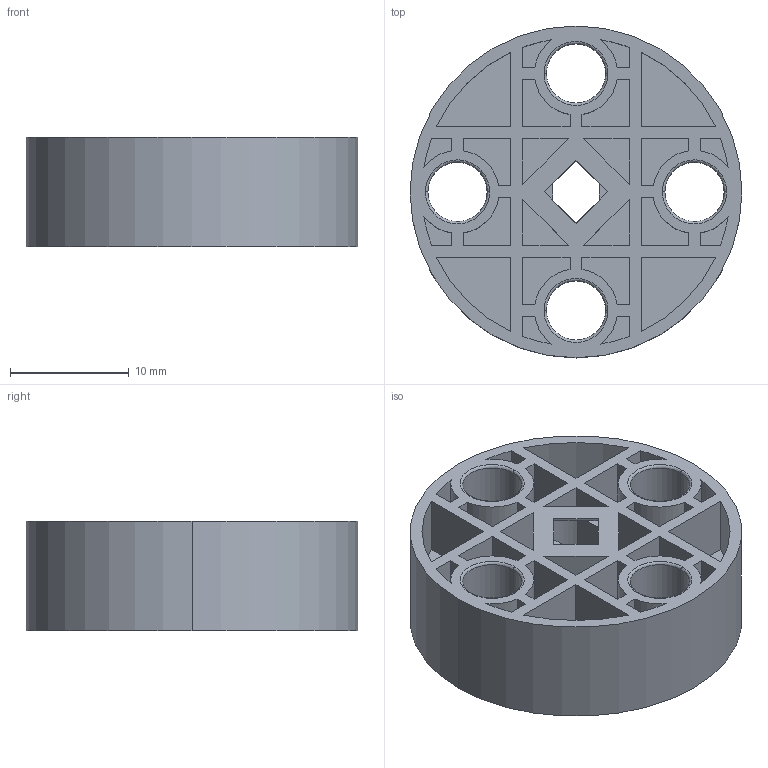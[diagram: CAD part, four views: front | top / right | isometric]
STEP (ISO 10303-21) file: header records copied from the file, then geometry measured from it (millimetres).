
FILE_DESCRIPTION (( 'STEP AP203' ), '1' );
FILE_NAME ('MOhA_2.STEP', '2019-02-21T11:09:10', ( '' ), ( '' ), 'SwSTEP 2.0', 'SolidWorks 2018', '' );
FILE_SCHEMA (( 'CONFIG_CONTROL_DESIGN' ));
Length unit declared in the file: millimetre
Products named in the file (1): MOhA_2
Bounding box: 28 x 28 x 9.2 mm (x, y, z)
Volume: 2768.4 mm3; surface area: 4929.7 mm2
Topology: 1 solids, 1 shells, 223 faces, 562 edges, 368 vertices
Faces by surface type: plane 157, cylinder 55, bspline 8, cone 3
Entity records: 7143 total; most frequent: CARTESIAN_POINT 1582, DIRECTION 1140, ORIENTED_EDGE 1124, EDGE_CURVE 562, VECTOR 392, LINE 392, AXIS2_PLACEMENT_3D 374, VERTEX_POINT 368
